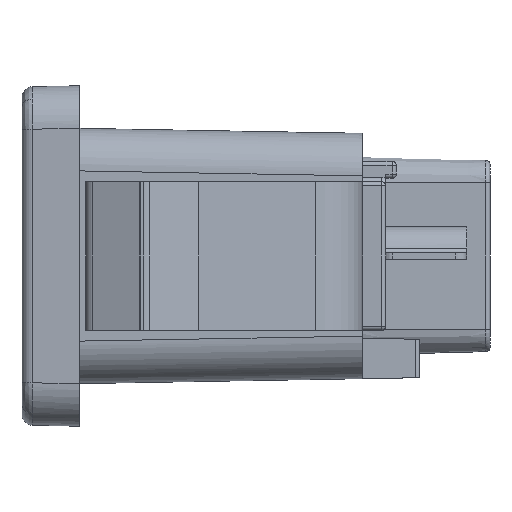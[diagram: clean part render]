
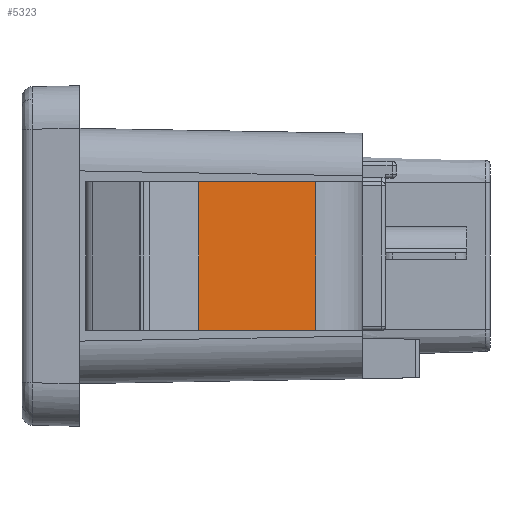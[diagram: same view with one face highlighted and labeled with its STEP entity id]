
A CAD part, left-side view. The second image highlights one B-rep face of the part: STEP entity #5323.
In plain terms, the highlighted planar face has unit normal (-0.994, -0.113, 0).
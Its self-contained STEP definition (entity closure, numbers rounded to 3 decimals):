
#38 = CARTESIAN_POINT ( 'NONE',  ( -12.652, -5.6, 3.5 ) ) ;
#660 = ORIENTED_EDGE ( 'NONE', *, *, #8458, .T. ) ;
#1421 = LINE ( 'NONE', #6979, #6320 ) ;
#1440 = VERTEX_POINT ( 'NONE', #2404 ) ;
#2404 = CARTESIAN_POINT ( 'NONE',  ( -12.652, -5.6, -3.5 ) ) ;
#2532 = FACE_OUTER_BOUND ( 'NONE', #8997, .T. ) ;
#2812 = LINE ( 'NONE', #11809, #14125 ) ;
#3450 = LINE ( 'NONE', #6626, #12343 ) ;
#3626 = AXIS2_PLACEMENT_3D ( 'NONE', #6932, #4845, #12468 ) ;
#4060 = EDGE_CURVE ( 'NONE', #11582, #8979, #3450, .T. ) ;
#4824 = DIRECTION ( 'NONE',  ( 0.113, -0.994, 0. ) ) ;
#4845 = DIRECTION ( 'NONE',  ( 0.994, 0.113, 0. ) ) ;
#5272 = CARTESIAN_POINT ( 'NONE',  ( -12.026, -11.098, 3.5 ) ) ;
#5323 = ADVANCED_FACE ( 'NONE', ( #2532 ), #12325, .F. ) ;
#5848 = ORIENTED_EDGE ( 'NONE', *, *, #4060, .F. ) ;
#6320 = VECTOR ( 'NONE', #4824, 1000. ) ;
#6517 = EDGE_CURVE ( 'NONE', #8979, #11457, #10734, .T. ) ;
#6626 = CARTESIAN_POINT ( 'NONE',  ( -12.652, -5.6, 3.5 ) ) ;
#6932 = CARTESIAN_POINT ( 'NONE',  ( -12.652, -5.6, 3.5 ) ) ;
#6979 = CARTESIAN_POINT ( 'NONE',  ( -12.652, -5.6, -3.5 ) ) ;
#7212 = DIRECTION ( 'NONE',  ( 0., 0., -1. ) ) ;
#7613 = CARTESIAN_POINT ( 'NONE',  ( -12.026, -11.098, 3.5 ) ) ;
#7909 = DIRECTION ( 'NONE',  ( 0.113, -0.994, 0. ) ) ;
#7948 = ORIENTED_EDGE ( 'NONE', *, *, #8724, .T. ) ;
#8458 = EDGE_CURVE ( 'NONE', #11582, #1440, #2812, .T. ) ;
#8724 = EDGE_CURVE ( 'NONE', #1440, #11457, #1421, .T. ) ;
#8979 = VERTEX_POINT ( 'NONE', #7613 ) ;
#8997 = EDGE_LOOP ( 'NONE', ( #7948, #13693, #5848, #660 ) ) ;
#9665 = DIRECTION ( 'NONE',  ( 0., 0., -1. ) ) ;
#10734 = LINE ( 'NONE', #5272, #11502 ) ;
#11457 = VERTEX_POINT ( 'NONE', #12668 ) ;
#11502 = VECTOR ( 'NONE', #9665, 1000. ) ;
#11582 = VERTEX_POINT ( 'NONE', #38 ) ;
#11809 = CARTESIAN_POINT ( 'NONE',  ( -12.652, -5.6, 3.5 ) ) ;
#12325 = PLANE ( 'NONE',  #3626 ) ;
#12343 = VECTOR ( 'NONE', #7909, 1000. ) ;
#12468 = DIRECTION ( 'NONE',  ( 0., 0., -1. ) ) ;
#12668 = CARTESIAN_POINT ( 'NONE',  ( -12.026, -11.098, -3.5 ) ) ;
#13693 = ORIENTED_EDGE ( 'NONE', *, *, #6517, .F. ) ;
#14125 = VECTOR ( 'NONE', #7212, 1000. ) ;
